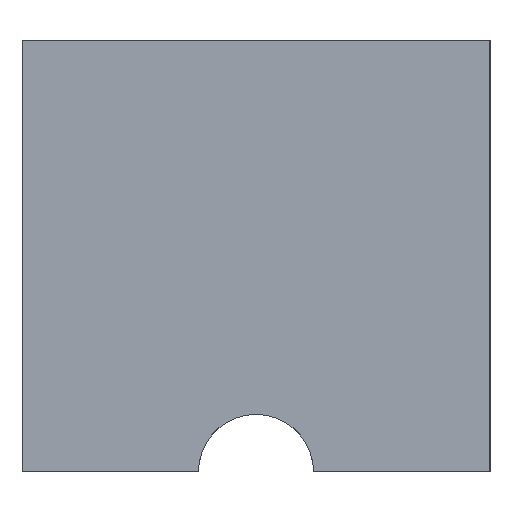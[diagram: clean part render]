
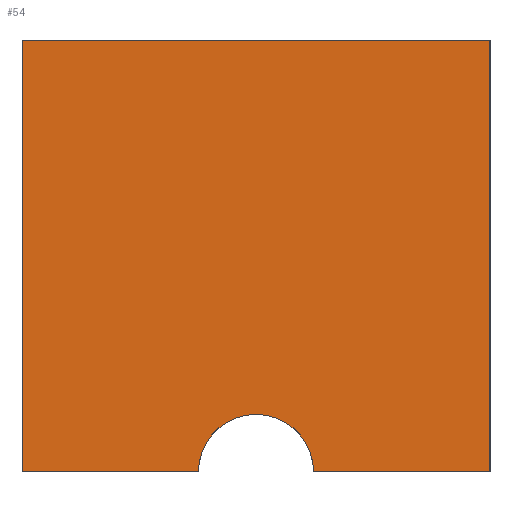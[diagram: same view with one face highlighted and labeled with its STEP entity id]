
A CAD part, left-side view. The second image highlights one B-rep face of the part: STEP entity #54.
In plain terms, the highlighted planar face has unit normal (-1, 0, 0).
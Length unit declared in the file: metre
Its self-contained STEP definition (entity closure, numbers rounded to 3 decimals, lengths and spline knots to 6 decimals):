
#54 = ADVANCED_FACE( '', ( #110 ), #111, .F. );
#110 = FACE_OUTER_BOUND( '', #159, .T. );
#111 = PLANE( '', #160 );
#159 = EDGE_LOOP( '', ( #247, #248, #249, #250, #251, #252 ) );
#160 = AXIS2_PLACEMENT_3D( '', #253, #254, #255 );
#247 = ORIENTED_EDGE( '', *, *, #306, .F. );
#248 = ORIENTED_EDGE( '', *, *, #295, .F. );
#249 = ORIENTED_EDGE( '', *, *, #284, .F. );
#250 = ORIENTED_EDGE( '', *, *, #309, .T. );
#251 = ORIENTED_EDGE( '', *, *, #276, .T. );
#252 = ORIENTED_EDGE( '', *, *, #290, .F. );
#253 = CARTESIAN_POINT( '', ( -0.1355, -0.032502, 0.062955 ) );
#254 = DIRECTION( '', ( 1., 0., 0. ) );
#255 = DIRECTION( '', ( 0., 1., 0. ) );
#276 = EDGE_CURVE( '', #320, #318, #321, .T. );
#284 = EDGE_CURVE( '', #333, #335, #336, .T. );
#290 = EDGE_CURVE( '', #343, #318, #346, .T. );
#295 = EDGE_CURVE( '', #335, #350, #353, .T. );
#306 = EDGE_CURVE( '', #350, #343, #366, .T. );
#309 = EDGE_CURVE( '', #333, #320, #369, .T. );
#318 = VERTEX_POINT( '', #379 );
#320 = VERTEX_POINT( '', #382 );
#321 = LINE( '', #383, #384 );
#333 = VERTEX_POINT( '', #398 );
#335 = VERTEX_POINT( '', #401 );
#336 = LINE( '', #402, #403 );
#343 = VERTEX_POINT( '', #411 );
#346 = LINE( '', #415, #416 );
#350 = VERTEX_POINT( '', #421 );
#353 = LINE( '', #426, #427 );
#366 = CIRCLE( '', #448, 0.008 );
#369 = LINE( '', #456, #457 );
#379 = CARTESIAN_POINT( '', ( -0.1355, 0.0325, 0.032955 ) );
#382 = CARTESIAN_POINT( '', ( -0.1355, 0.0325, 0.092955 ) );
#383 = CARTESIAN_POINT( '', ( -0.1355, 0.0325, 0.062955 ) );
#384 = VECTOR( '', #465, 1. );
#398 = CARTESIAN_POINT( '', ( -0.1355, -0.0325, 0.092955 ) );
#401 = CARTESIAN_POINT( '', ( -0.1355, -0.0325, 0.032955 ) );
#402 = CARTESIAN_POINT( '', ( -0.1355, -0.0325, 0.062955 ) );
#403 = VECTOR( '', #478, 1. );
#411 = CARTESIAN_POINT( '', ( -0.1355, 0.008, 0.032955 ) );
#415 = CARTESIAN_POINT( '', ( -0.1355, -0.032502, 0.032955 ) );
#416 = VECTOR( '', #487, 1. );
#421 = CARTESIAN_POINT( '', ( -0.1355, -0.008, 0.032955 ) );
#426 = CARTESIAN_POINT( '', ( -0.1355, -0.032502, 0.032955 ) );
#427 = VECTOR( '', #491, 1. );
#448 = AXIS2_PLACEMENT_3D( '', #498, #499, #500 );
#456 = CARTESIAN_POINT( '', ( -0.1355, -0.032502, 0.092955 ) );
#457 = VECTOR( '', #501, 1. );
#465 = DIRECTION( '', ( 0., 0., -1. ) );
#478 = DIRECTION( '', ( 0., 0., -1. ) );
#487 = DIRECTION( '', ( 0., 1., 0. ) );
#491 = DIRECTION( '', ( 0., 1., 0. ) );
#498 = CARTESIAN_POINT( '', ( -0.1355, 0., 0.032955 ) );
#499 = DIRECTION( '', ( -1., 0., 0. ) );
#500 = DIRECTION( '', ( 0., -1., 0. ) );
#501 = DIRECTION( '', ( 0., 1., 0. ) );
